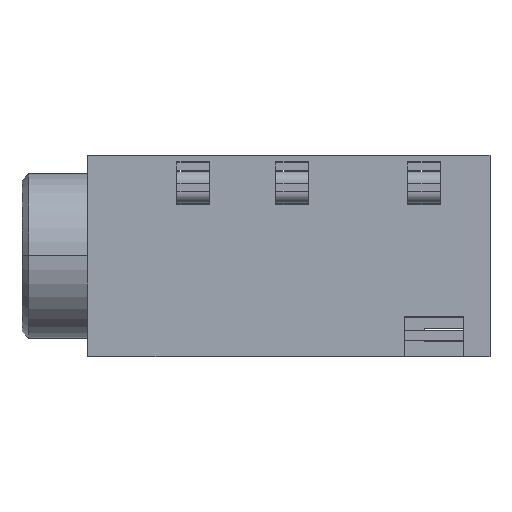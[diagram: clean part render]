
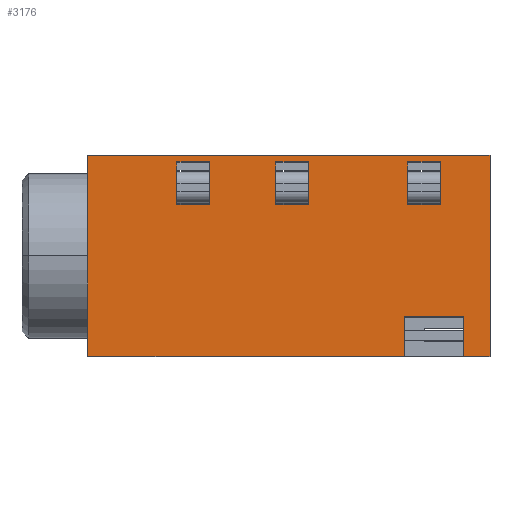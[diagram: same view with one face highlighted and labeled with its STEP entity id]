
A CAD part, top view. The second image highlights one B-rep face of the part: STEP entity #3176.
In plain terms, the highlighted planar face has unit normal (0, 0, 1).
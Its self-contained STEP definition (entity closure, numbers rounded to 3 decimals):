
#1418=DIRECTION('',(1.,0.,0.));
#1419=VECTOR('',#1418,1.);
#1420=CARTESIAN_POINT('',(2.5,2.85,4.802));
#1421=LINE('',#1420,#1419);
#1422=DIRECTION('',(0.,1.,0.));
#1423=VECTOR('',#1422,1.3);
#1424=CARTESIAN_POINT('',(2.5,1.55,4.802));
#1425=LINE('',#1424,#1423);
#1426=DIRECTION('',(-1.,0.,0.));
#1427=VECTOR('',#1426,1.);
#1428=CARTESIAN_POINT('',(3.5,1.55,4.802));
#1429=LINE('',#1428,#1427);
#1430=DIRECTION('',(0.,-1.,0.));
#1431=VECTOR('',#1430,1.3);
#1432=CARTESIAN_POINT('',(3.5,2.85,4.802));
#1433=LINE('',#1432,#1431);
#1434=DIRECTION('',(1.,0.,0.));
#1435=VECTOR('',#1434,1.);
#1436=CARTESIAN_POINT('',(-1.501,2.85,4.802));
#1437=LINE('',#1436,#1435);
#1438=DIRECTION('',(0.,1.,0.));
#1439=VECTOR('',#1438,1.3);
#1440=CARTESIAN_POINT('',(-1.501,1.55,4.802));
#1441=LINE('',#1440,#1439);
#1442=DIRECTION('',(-1.,0.,0.));
#1443=VECTOR('',#1442,1.);
#1444=CARTESIAN_POINT('',(-0.5,1.55,
4.802));
#1445=LINE('',#1444,#1443);
#1446=DIRECTION('',(0.,-1.,0.));
#1447=VECTOR('',#1446,1.3);
#1448=CARTESIAN_POINT('',(-0.5,2.85,
4.802));
#1449=LINE('',#1448,#1447);
#1450=DIRECTION('',(1.,0.,0.));
#1451=VECTOR('',#1450,1.);
#1452=CARTESIAN_POINT('',(-4.501,2.85,4.802));
#1453=LINE('',#1452,#1451);
#1454=DIRECTION('',(0.,1.,0.));
#1455=VECTOR('',#1454,1.3);
#1456=CARTESIAN_POINT('',(-4.501,1.55,4.802));
#1457=LINE('',#1456,#1455);
#1458=DIRECTION('',(-1.,0.,0.));
#1459=VECTOR('',#1458,1.);
#1460=CARTESIAN_POINT('',(-3.501,1.55,4.802));
#1461=LINE('',#1460,#1459);
#1462=DIRECTION('',(0.,-1.,0.));
#1463=VECTOR('',#1462,1.3);
#1464=CARTESIAN_POINT('',(-3.501,2.85,4.802));
#1465=LINE('',#1464,#1463);
#1466=DIRECTION('',(0.,1.,0.));
#1467=VECTOR('',#1466,1.2);
#1468=CARTESIAN_POINT('',(2.4,-3.05,4.802));
#1469=LINE('',#1468,#1467);
#1470=DIRECTION('',(0.,-1.,0.));
#1471=VECTOR('',#1470,1.2);
#1472=CARTESIAN_POINT('',(4.2,-1.85,4.802));
#1473=LINE('',#1472,#1471);
#1474=DIRECTION('',(1.,0.,0.));
#1475=VECTOR('',#1474,1.8);
#1476=CARTESIAN_POINT('',(2.4,-1.85,4.802));
#1477=LINE('',#1476,#1475);
#1828=DIRECTION('',(0.,1.,0.));
#1829=VECTOR('',#1828,3.05);
#1830=CARTESIAN_POINT('',(-7.201,0.,4.802));
#1831=LINE('',#1830,#1829);
#1832=DIRECTION('',(1.,0.,0.));
#1833=VECTOR('',#1832,12.201);
#1834=CARTESIAN_POINT('',(-7.201,3.05,4.802));
#1835=LINE('',#1834,#1833);
#1840=DIRECTION('',(0.,-1.,0.));
#1841=VECTOR('',#1840,6.101);
#1842=CARTESIAN_POINT('',(5.,3.05,4.802));
#1843=LINE('',#1842,#1841);
#1874=DIRECTION('',(-1.,0.,0.));
#1875=VECTOR('',#1874,0.8);
#1876=CARTESIAN_POINT('',(5.,-3.05,4.802));
#1877=LINE('',#1876,#1875);
#1882=DIRECTION('',(-1.,0.,0.));
#1883=VECTOR('',#1882,9.601);
#1884=CARTESIAN_POINT('',(2.4,-3.05,4.802));
#1885=LINE('',#1884,#1883);
#1891=DIRECTION('',(0.,1.,0.));
#1892=VECTOR('',#1891,3.05);
#1893=CARTESIAN_POINT('',(-7.201,-3.05,
4.802));
#1894=LINE('',#1893,#1892);
#2426=CARTESIAN_POINT('',(-7.201,0.,4.802));
#2427=VERTEX_POINT('',#2426);
#2492=CARTESIAN_POINT('',(-7.201,-3.05,
4.802));
#2493=VERTEX_POINT('',#2492);
#2498=CARTESIAN_POINT('',(2.4,-3.05,4.802));
#2499=VERTEX_POINT('',#2498);
#2500=CARTESIAN_POINT('',(5.,-3.05,4.802));
#2501=VERTEX_POINT('',#2500);
#2502=CARTESIAN_POINT('',(4.2,-3.05,4.802));
#2503=VERTEX_POINT('',#2502);
#2508=CARTESIAN_POINT('',(5.,3.05,4.802));
#2509=VERTEX_POINT('',#2508);
#2510=CARTESIAN_POINT('',(-7.201,3.05,4.802));
#2511=VERTEX_POINT('',#2510);
#2512=CARTESIAN_POINT('',(2.5,2.85,4.802));
#2513=CARTESIAN_POINT('',(3.5,2.85,4.802));
#2514=VERTEX_POINT('',#2512);
#2515=VERTEX_POINT('',#2513);
#2516=CARTESIAN_POINT('',(3.5,1.55,4.802));
#2517=VERTEX_POINT('',#2516);
#2518=CARTESIAN_POINT('',(2.5,1.55,4.802));
#2519=VERTEX_POINT('',#2518);
#2520=CARTESIAN_POINT('',(-1.501,2.85,4.802));
#2521=CARTESIAN_POINT('',(-0.5,2.85,
4.802));
#2522=VERTEX_POINT('',#2520);
#2523=VERTEX_POINT('',#2521);
#2524=CARTESIAN_POINT('',(-0.5,1.55,
4.802));
#2525=VERTEX_POINT('',#2524);
#2526=CARTESIAN_POINT('',(-1.501,1.55,4.802));
#2527=VERTEX_POINT('',#2526);
#2528=CARTESIAN_POINT('',(-4.501,2.85,4.802));
#2529=CARTESIAN_POINT('',(-3.501,2.85,4.802));
#2530=VERTEX_POINT('',#2528);
#2531=VERTEX_POINT('',#2529);
#2532=CARTESIAN_POINT('',(-3.501,1.55,4.802));
#2533=VERTEX_POINT('',#2532);
#2534=CARTESIAN_POINT('',(-4.501,1.55,4.802));
#2535=VERTEX_POINT('',#2534);
#2536=CARTESIAN_POINT('',(2.4,-1.85,4.802));
#2537=VERTEX_POINT('',#2536);
#2538=CARTESIAN_POINT('',(4.2,-1.85,4.802));
#2539=VERTEX_POINT('',#2538);
#3123=CARTESIAN_POINT('',(-1.101,0.,4.802));
#3124=DIRECTION('',(0.,0.,1.));
#3125=DIRECTION('',(0.,-1.,0.));
#3126=AXIS2_PLACEMENT_3D('',#3123,#3124,#3125);
#3127=PLANE('',#3126);
#3129=ORIENTED_EDGE('',*,*,#3128,.F.);
#3131=ORIENTED_EDGE('',*,*,#3130,.T.);
#3133=ORIENTED_EDGE('',*,*,#3132,.T.);
#3135=ORIENTED_EDGE('',*,*,#3134,.T.);
#3137=ORIENTED_EDGE('',*,*,#3136,.T.);
#3139=ORIENTED_EDGE('',*,*,#3138,.T.);
#3141=ORIENTED_EDGE('',*,*,#3140,.T.);
#3142=ORIENTED_EDGE('',*,*,#3100,.F.);
#3143=ORIENTED_EDGE('',*,*,#3114,.F.);
#3144=EDGE_LOOP('',(#3129,#3131,#3133,#3135,#3137,#3139,#3141,#3142,#3143));
#3145=FACE_OUTER_BOUND('',#3144,.F.);
#3147=ORIENTED_EDGE('',*,*,#3146,.F.);
#3149=ORIENTED_EDGE('',*,*,#3148,.F.);
#3151=ORIENTED_EDGE('',*,*,#3150,.F.);
#3153=ORIENTED_EDGE('',*,*,#3152,.F.);
#3154=EDGE_LOOP('',(#3147,#3149,#3151,#3153));
#3155=FACE_BOUND('',#3154,.F.);
#3157=ORIENTED_EDGE('',*,*,#3156,.F.);
#3159=ORIENTED_EDGE('',*,*,#3158,.F.);
#3161=ORIENTED_EDGE('',*,*,#3160,.F.);
#3163=ORIENTED_EDGE('',*,*,#3162,.F.);
#3164=EDGE_LOOP('',(#3157,#3159,#3161,#3163));
#3165=FACE_BOUND('',#3164,.F.);
#3167=ORIENTED_EDGE('',*,*,#3166,.F.);
#3169=ORIENTED_EDGE('',*,*,#3168,.F.);
#3171=ORIENTED_EDGE('',*,*,#3170,.F.);
#3173=ORIENTED_EDGE('',*,*,#3172,.F.);
#3174=EDGE_LOOP('',(#3167,#3169,#3171,#3173));
#3175=FACE_BOUND('',#3174,.F.);
#3176=ADVANCED_FACE('',(#3145,#3155,#3165,#3175),#3127,.T.);
#3100=EDGE_CURVE('',#2539,#2503,#1473,.T.);
#3114=EDGE_CURVE('',#2537,#2539,#1477,.T.);
#3128=EDGE_CURVE('',#2499,#2537,#1469,.T.);
#3130=EDGE_CURVE('',#2499,#2493,#1885,.T.);
#3132=EDGE_CURVE('',#2493,#2427,#1894,.T.);
#3134=EDGE_CURVE('',#2427,#2511,#1831,.T.);
#3136=EDGE_CURVE('',#2511,#2509,#1835,.T.);
#3138=EDGE_CURVE('',#2509,#2501,#1843,.T.);
#3140=EDGE_CURVE('',#2501,#2503,#1877,.T.);
#3146=EDGE_CURVE('',#2522,#2523,#1437,.T.);
#3148=EDGE_CURVE('',#2527,#2522,#1441,.T.);
#3150=EDGE_CURVE('',#2525,#2527,#1445,.T.);
#3152=EDGE_CURVE('',#2523,#2525,#1449,.T.);
#3156=EDGE_CURVE('',#2530,#2531,#1453,.T.);
#3158=EDGE_CURVE('',#2535,#2530,#1457,.T.);
#3160=EDGE_CURVE('',#2533,#2535,#1461,.T.);
#3162=EDGE_CURVE('',#2531,#2533,#1465,.T.);
#3166=EDGE_CURVE('',#2514,#2515,#1421,.T.);
#3168=EDGE_CURVE('',#2519,#2514,#1425,.T.);
#3170=EDGE_CURVE('',#2517,#2519,#1429,.T.);
#3172=EDGE_CURVE('',#2515,#2517,#1433,.T.);
